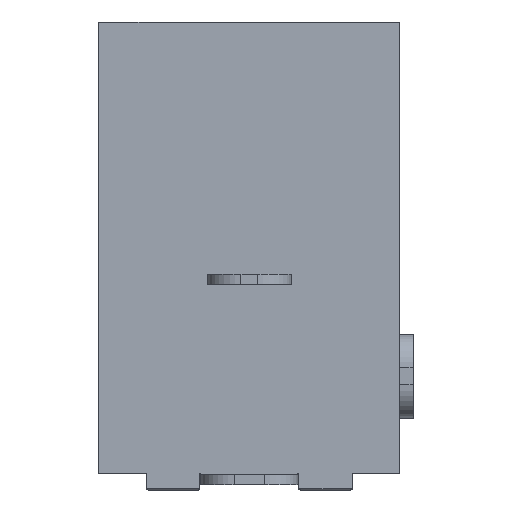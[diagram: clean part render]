
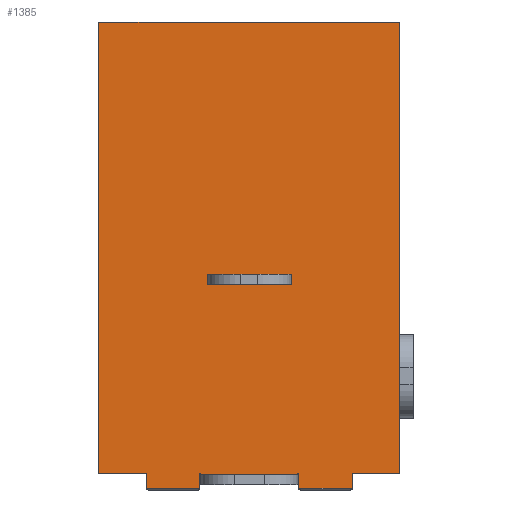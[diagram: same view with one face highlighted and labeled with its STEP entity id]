
A CAD part, front view. The second image highlights one B-rep face of the part: STEP entity #1385.
In plain terms, the highlighted planar face has unit normal (0, -1, 0).
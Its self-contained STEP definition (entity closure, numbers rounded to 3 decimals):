
#13=DIRECTION('',(1.,0.,0.));
#14=VECTOR('',#13,9.);
#15=CARTESIAN_POINT('',(-4.5,-5.5,0.));
#16=LINE('',#15,#14);
#31=DIRECTION('',(0.,0.,-1.));
#32=VECTOR('',#31,13.5);
#33=CARTESIAN_POINT('',(-4.5,-5.5,0.));
#34=LINE('',#33,#32);
#236=DIRECTION('',(0.,0.,1.));
#237=VECTOR('',#236,0.3);
#238=CARTESIAN_POINT('',(1.25,-5.5,-7.85));
#239=LINE('',#238,#237);
#240=DIRECTION('',(-1.,0.,0.));
#241=VECTOR('',#240,2.5);
#242=CARTESIAN_POINT('',(1.25,-5.5,-7.55));
#243=LINE('',#242,#241);
#244=DIRECTION('',(0.,0.,-1.));
#245=VECTOR('',#244,0.3);
#246=CARTESIAN_POINT('',(-1.25,-5.5,-7.55));
#247=LINE('',#246,#245);
#248=DIRECTION('',(1.,0.,0.));
#249=VECTOR('',#248,2.5);
#250=CARTESIAN_POINT('',(-1.25,-5.5,-7.85));
#251=LINE('',#250,#249);
#252=DIRECTION('',(-1.,0.,0.));
#253=VECTOR('',#252,1.6);
#254=CARTESIAN_POINT('',(3.08,-5.5,-13.95));
#255=LINE('',#254,#253);
#256=DIRECTION('',(0.,0.,1.));
#257=VECTOR('',#256,0.45);
#258=CARTESIAN_POINT('',(1.48,-5.5,-13.95));
#259=LINE('',#258,#257);
#260=DIRECTION('',(1.,0.,0.));
#261=VECTOR('',#260,0.03);
#262=CARTESIAN_POINT('',(1.45,-5.5,-13.5));
#263=LINE('',#262,#261);
#264=DIRECTION('',(0.,0.,1.));
#265=VECTOR('',#264,0.05);
#266=CARTESIAN_POINT('',(1.45,-5.5,-13.55));
#267=LINE('',#266,#265);
#268=DIRECTION('',(-1.,0.,0.));
#269=VECTOR('',#268,2.9);
#270=CARTESIAN_POINT('',(1.45,-5.5,-13.55));
#271=LINE('',#270,#269);
#272=DIRECTION('',(0.,0.,1.));
#273=VECTOR('',#272,0.05);
#274=CARTESIAN_POINT('',(-1.45,-5.5,-13.55));
#275=LINE('',#274,#273);
#276=DIRECTION('',(-1.,0.,0.));
#277=VECTOR('',#276,0.03);
#278=CARTESIAN_POINT('',(-1.45,-5.5,-13.5));
#279=LINE('',#278,#277);
#280=DIRECTION('',(0.,0.,1.));
#281=VECTOR('',#280,0.45);
#282=CARTESIAN_POINT('',(-1.48,-5.5,-13.95));
#283=LINE('',#282,#281);
#284=DIRECTION('',(-1.,0.,0.));
#285=VECTOR('',#284,1.6);
#286=CARTESIAN_POINT('',(-1.48,-5.5,-13.95));
#287=LINE('',#286,#285);
#288=DIRECTION('',(0.,0.,1.));
#289=VECTOR('',#288,0.45);
#290=CARTESIAN_POINT('',(-3.08,-5.5,-13.95));
#291=LINE('',#290,#289);
#292=DIRECTION('',(-1.,0.,0.));
#293=VECTOR('',#292,1.42);
#294=CARTESIAN_POINT('',(-3.08,-5.5,-13.5));
#295=LINE('',#294,#293);
#296=DIRECTION('',(0.,0.,-1.));
#297=VECTOR('',#296,9.35);
#298=CARTESIAN_POINT('',(4.5,-5.5,0.));
#299=LINE('',#298,#297);
#300=DIRECTION('',(0.,0.,-1.));
#301=VECTOR('',#300,2.5);
#302=CARTESIAN_POINT('',(4.5,-5.5,-9.35));
#303=LINE('',#302,#301);
#304=DIRECTION('',(0.,0.,-1.));
#305=VECTOR('',#304,1.65);
#306=CARTESIAN_POINT('',(4.5,-5.5,-11.85));
#307=LINE('',#306,#305);
#308=DIRECTION('',(1.,0.,0.));
#309=VECTOR('',#308,1.42);
#310=CARTESIAN_POINT('',(3.08,-5.5,-13.5));
#311=LINE('',#310,#309);
#312=DIRECTION('',(0.,0.,1.));
#313=VECTOR('',#312,0.45);
#314=CARTESIAN_POINT('',(3.08,-5.5,-13.95));
#315=LINE('',#314,#313);
#836=CARTESIAN_POINT('',(-4.5,-5.5,0.));
#838=VERTEX_POINT('',#836);
#839=CARTESIAN_POINT('',(4.5,-5.5,0.));
#840=VERTEX_POINT('',#839);
#869=CARTESIAN_POINT('',(1.25,-5.5,-7.85));
#870=CARTESIAN_POINT('',(1.25,-5.5,-7.55));
#871=VERTEX_POINT('',#869);
#872=VERTEX_POINT('',#870);
#873=CARTESIAN_POINT('',(-1.25,-5.5,-7.55));
#874=VERTEX_POINT('',#873);
#875=CARTESIAN_POINT('',(-1.25,-5.5,-7.85));
#876=VERTEX_POINT('',#875);
#877=CARTESIAN_POINT('',(4.5,-5.5,-9.35));
#878=CARTESIAN_POINT('',(4.5,-5.5,-11.85));
#879=VERTEX_POINT('',#877);
#880=VERTEX_POINT('',#878);
#953=CARTESIAN_POINT('',(-3.08,-5.5,-13.5));
#954=CARTESIAN_POINT('',(-4.5,-5.5,-13.5));
#955=VERTEX_POINT('',#953);
#956=VERTEX_POINT('',#954);
#957=CARTESIAN_POINT('',(-1.45,-5.5,-13.5));
#958=CARTESIAN_POINT('',(-1.48,-5.5,-13.5));
#959=VERTEX_POINT('',#957);
#960=VERTEX_POINT('',#958);
#961=CARTESIAN_POINT('',(1.45,-5.5,-13.55));
#962=CARTESIAN_POINT('',(1.45,-5.5,-13.5));
#963=VERTEX_POINT('',#961);
#964=VERTEX_POINT('',#962);
#965=CARTESIAN_POINT('',(-1.45,-5.5,-13.55));
#966=VERTEX_POINT('',#965);
#975=CARTESIAN_POINT('',(1.48,-5.5,-13.5));
#976=VERTEX_POINT('',#975);
#1021=CARTESIAN_POINT('',(3.08,-5.5,-13.5));
#1022=CARTESIAN_POINT('',(4.5,-5.5,-13.5));
#1023=VERTEX_POINT('',#1021);
#1024=VERTEX_POINT('',#1022);
#1033=CARTESIAN_POINT('',(1.48,-5.5,-13.95));
#1034=VERTEX_POINT('',#1033);
#1037=CARTESIAN_POINT('',(3.08,-5.5,-13.95));
#1038=VERTEX_POINT('',#1037);
#1041=CARTESIAN_POINT('',(-3.08,-5.5,-13.95));
#1043=VERTEX_POINT('',#1041);
#1055=CARTESIAN_POINT('',(-1.48,-5.5,-13.95));
#1056=VERTEX_POINT('',#1055);
#1340=CARTESIAN_POINT('',(-4.5,-5.5,0.));
#1341=DIRECTION('',(0.,-1.,0.));
#1342=DIRECTION('',(1.,0.,0.));
#1343=AXIS2_PLACEMENT_3D('',#1340,#1341,#1342);
#1344=PLANE('',#1343);
#1346=ORIENTED_EDGE('',*,*,#1345,.T.);
#1348=ORIENTED_EDGE('',*,*,#1347,.T.);
#1349=ORIENTED_EDGE('',*,*,#1107,.F.);
#1351=ORIENTED_EDGE('',*,*,#1350,.F.);
#1352=ORIENTED_EDGE('',*,*,#1321,.T.);
#1353=ORIENTED_EDGE('',*,*,#1197,.T.);
#1354=ORIENTED_EDGE('',*,*,#1134,.T.);
#1356=ORIENTED_EDGE('',*,*,#1355,.F.);
#1358=ORIENTED_EDGE('',*,*,#1357,.T.);
#1360=ORIENTED_EDGE('',*,*,#1359,.T.);
#1361=ORIENTED_EDGE('',*,*,#1126,.T.);
#1362=ORIENTED_EDGE('',*,*,#1093,.F.);
#1363=ORIENTED_EDGE('',*,*,#1068,.T.);
#1365=ORIENTED_EDGE('',*,*,#1364,.T.);
#1367=ORIENTED_EDGE('',*,*,#1366,.T.);
#1369=ORIENTED_EDGE('',*,*,#1368,.T.);
#1370=ORIENTED_EDGE('',*,*,#1115,.F.);
#1372=ORIENTED_EDGE('',*,*,#1371,.F.);
#1373=EDGE_LOOP('',(#1346,#1348,#1349,#1351,#1352,#1353,#1354,#1356,#1358,#1360,
#1361,#1362,#1363,#1365,#1367,#1369,#1370,#1372));
#1374=FACE_OUTER_BOUND('',#1373,.F.);
#1376=ORIENTED_EDGE('',*,*,#1375,.T.);
#1378=ORIENTED_EDGE('',*,*,#1377,.T.);
#1380=ORIENTED_EDGE('',*,*,#1379,.T.);
#1382=ORIENTED_EDGE('',*,*,#1381,.T.);
#1383=EDGE_LOOP('',(#1376,#1378,#1380,#1382));
#1384=FACE_BOUND('',#1383,.F.);
#1068=EDGE_CURVE('',#838,#840,#16,.T.);
#1093=EDGE_CURVE('',#838,#956,#34,.T.);
#1107=EDGE_CURVE('',#964,#976,#263,.T.);
#1115=EDGE_CURVE('',#1023,#1024,#311,.T.);
#1126=EDGE_CURVE('',#955,#956,#295,.T.);
#1134=EDGE_CURVE('',#959,#960,#279,.T.);
#1197=EDGE_CURVE('',#966,#959,#275,.T.);
#1321=EDGE_CURVE('',#963,#966,#271,.T.);
#1345=EDGE_CURVE('',#1038,#1034,#255,.T.);
#1347=EDGE_CURVE('',#1034,#976,#259,.T.);
#1350=EDGE_CURVE('',#963,#964,#267,.T.);
#1355=EDGE_CURVE('',#1056,#960,#283,.T.);
#1357=EDGE_CURVE('',#1056,#1043,#287,.T.);
#1359=EDGE_CURVE('',#1043,#955,#291,.T.);
#1364=EDGE_CURVE('',#840,#879,#299,.T.);
#1366=EDGE_CURVE('',#879,#880,#303,.T.);
#1368=EDGE_CURVE('',#880,#1024,#307,.T.);
#1371=EDGE_CURVE('',#1038,#1023,#315,.T.);
#1375=EDGE_CURVE('',#871,#872,#239,.T.);
#1377=EDGE_CURVE('',#872,#874,#243,.T.);
#1379=EDGE_CURVE('',#874,#876,#247,.T.);
#1381=EDGE_CURVE('',#876,#871,#251,.T.);
#1385=ADVANCED_FACE('',(#1374,#1384),#1344,.T.);
